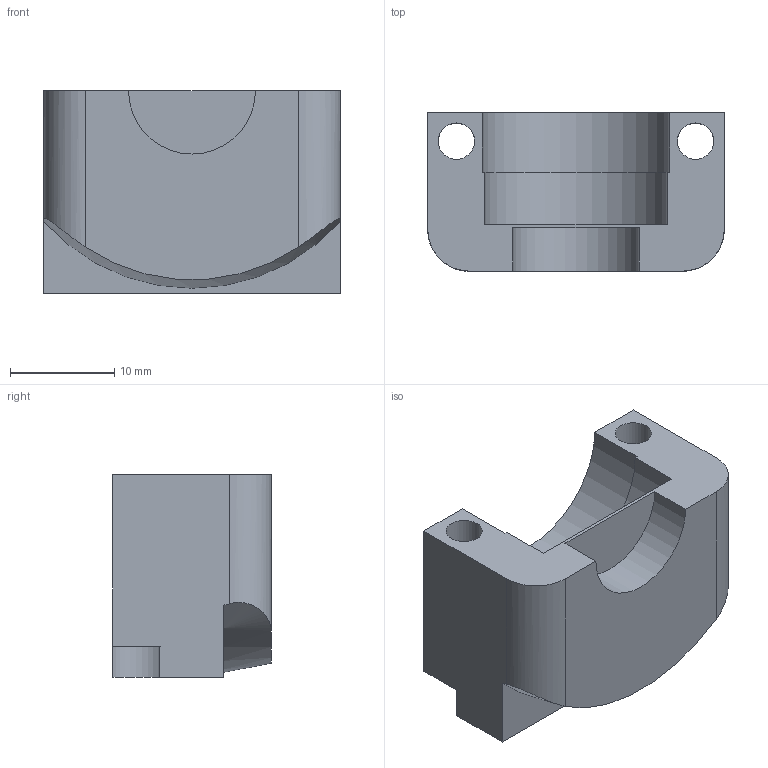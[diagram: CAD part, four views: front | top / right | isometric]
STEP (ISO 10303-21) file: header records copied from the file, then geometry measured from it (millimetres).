
FILE_DESCRIPTION(/* description */ ('Alibre Inc.'),/* implementation_level */ '2;1');
FILE_NAME(/* name */ 'export0',/* time_stamp */ '2015-07-05T23:12:18+12:00',/* author */ (''),/* organization */ (''),/* preprocessor_version */ 'ST-DEVELOPER v14',/* originating_system */ 'Alibre',/* authorisation */ '');
FILE_SCHEMA (('CONFIG_CONTROL_DESIGN'));
Length unit declared in the file: centimetre
Products named in the file (1): ID_1
Bounding box: 28.5 x 15.25 x 19.5 mm (x, y, z)
Volume: 5923.9 mm3; surface area: 2926.7 mm2
Topology: 1 solids, 1 shells, 22 faces, 60 edges, 40 vertices
Faces by surface type: plane 12, cylinder 9, cone 1
Full cylindrical faces by diameter (mm): 3.5 x2
Entity records: 811 total; most frequent: CARTESIAN_POINT 174, ORIENTED_EDGE 116, DIRECTION 102, EDGE_CURVE 58, VERTEX_POINT 40, AXIS2_PLACEMENT_3D 40, VECTOR 34, LINE 34
